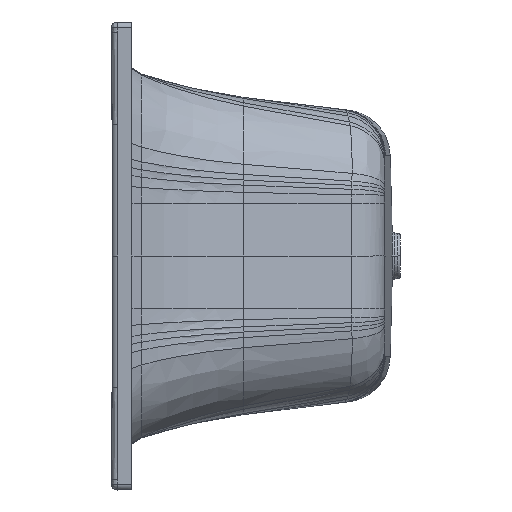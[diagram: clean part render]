
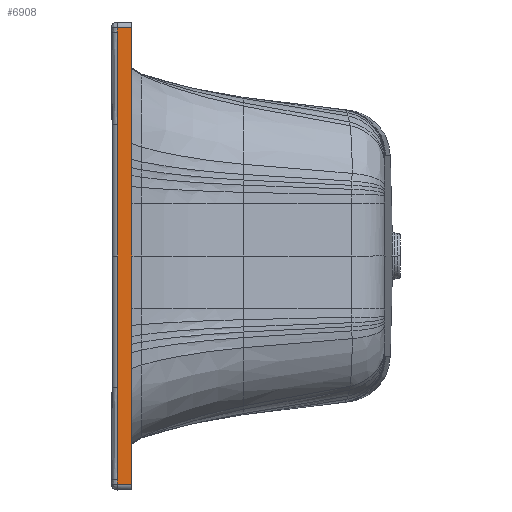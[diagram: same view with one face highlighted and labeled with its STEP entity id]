
A CAD part, left-side view. The second image highlights one B-rep face of the part: STEP entity #6908.
In plain terms, the highlighted planar face has unit normal (1, 0, 0).
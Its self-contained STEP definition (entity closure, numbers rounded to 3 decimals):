
#1371=DIRECTION('',(0.,1.,0.));
#1372=VECTOR('',#1371,25.164);
#1373=CARTESIAN_POINT('',(-900.,-35.,390.));
#1374=LINE('',#1373,#1372);
#1375=CARTESIAN_POINT('',(-900.,-9.836,
390.004));
#1376=CARTESIAN_POINT('',(-900.,-9.853,
389.157));
#1377=CARTESIAN_POINT('',(-900.,-9.882,
387.493));
#1378=CARTESIAN_POINT('',(-900.,-9.914,
385.053));
#1379=CARTESIAN_POINT('',(-900.,-9.925,
383.475));
#1380=CARTESIAN_POINT('',(-900.,-9.927,
382.696));
#1382=CARTESIAN_POINT('',(-900.,-9.927,
382.696));
#1383=CARTESIAN_POINT('',(-900.,-9.964,
369.699));
#1384=CARTESIAN_POINT('',(-900.,-10.051,
343.281));
#1385=CARTESIAN_POINT('',(-900.,-10.24,
301.167));
#1386=CARTESIAN_POINT('',(-900.,-10.442,
260.228));
#1387=CARTESIAN_POINT('',(-900.,-10.497,
236.158));
#1388=CARTESIAN_POINT('',(-900.,-10.497,
224.725));
#1390=CARTESIAN_POINT('',(-900.,-10.497,
-224.725));
#1391=CARTESIAN_POINT('',(-900.,-10.474,
-240.516));
#1392=CARTESIAN_POINT('',(-900.,-10.399,
-273.271));
#1393=CARTESIAN_POINT('',(-900.,-10.112,
-325.722));
#1394=CARTESIAN_POINT('',(-900.,-9.988,
-363.293));
#1395=CARTESIAN_POINT('',(-900.,-9.927,
-382.696));
#1397=CARTESIAN_POINT('',(-900.,-9.927,
-382.696));
#1398=CARTESIAN_POINT('',(-900.,-9.925,
-383.475));
#1399=CARTESIAN_POINT('',(-900.,-9.914,
-385.053));
#1400=CARTESIAN_POINT('',(-900.,-9.882,
-387.492));
#1401=CARTESIAN_POINT('',(-900.,-9.853,
-389.157));
#1402=CARTESIAN_POINT('',(-900.,-9.836,
-390.003));
#1404=DIRECTION('',(0.,0.,1.));
#1405=VECTOR('',#1404,390.);
#1406=CARTESIAN_POINT('',(-900.,-35.,-390.));
#1407=LINE('',#1406,#1405);
#1408=DIRECTION('',(0.,0.,1.));
#1409=VECTOR('',#1408,390.);
#1410=CARTESIAN_POINT('',(-900.,-35.,0.));
#1411=LINE('',#1410,#1409);
#2735=DIRECTION('',(0.,-1.,0.));
#2736=VECTOR('',#2735,25.164);
#2737=CARTESIAN_POINT('',(-900.,-9.836,
-390.003));
#2738=LINE('',#2737,#2736);
#2800=DIRECTION('',(0.,0.,1.));
#2801=VECTOR('',#2800,224.725);
#2802=CARTESIAN_POINT('',(-900.,-10.497,
-224.725));
#2803=LINE('',#2802,#2801);
#2804=DIRECTION('',(0.,0.,1.));
#2805=VECTOR('',#2804,224.725);
#2806=CARTESIAN_POINT('',(-900.,-10.497,0.));
#2807=LINE('',#2806,#2805);
#5009=CARTESIAN_POINT('',(-900.,-35.,390.));
#5010=VERTEX_POINT('',#5009);
#5011=CARTESIAN_POINT('',(-900.,-35.,-390.));
#5012=CARTESIAN_POINT('',(-900.,-35.,0.));
#5013=VERTEX_POINT('',#5011);
#5014=VERTEX_POINT('',#5012);
#5093=CARTESIAN_POINT('',(-900.,-9.836,
390.004));
#5094=VERTEX_POINT('',#5093);
#5095=CARTESIAN_POINT('',(-900.,-9.836,
-390.003));
#5096=VERTEX_POINT('',#5095);
#5097=VERTEX_POINT('',#1397);
#5098=VERTEX_POINT('',#1390);
#5099=CARTESIAN_POINT('',(-900.,-10.497,0.));
#5100=VERTEX_POINT('',#5099);
#5101=CARTESIAN_POINT('',(-900.,-10.497,
224.725));
#5102=VERTEX_POINT('',#5101);
#5103=VERTEX_POINT('',#1382);
#6882=CARTESIAN_POINT('',(-900.,-22.418,0.001));
#6883=DIRECTION('',(1.,0.,0.));
#6884=DIRECTION('',(0.,0.,1.));
#6885=AXIS2_PLACEMENT_3D('',#6882,#6883,#6884);
#6886=PLANE('',#6885);
#6887=ORIENTED_EDGE('',*,*,#6872,.T.);
#6889=ORIENTED_EDGE('',*,*,#6888,.T.);
#6891=ORIENTED_EDGE('',*,*,#6890,.T.);
#6893=ORIENTED_EDGE('',*,*,#6892,.F.);
#6895=ORIENTED_EDGE('',*,*,#6894,.F.);
#6897=ORIENTED_EDGE('',*,*,#6896,.T.);
#6899=ORIENTED_EDGE('',*,*,#6898,.T.);
#6901=ORIENTED_EDGE('',*,*,#6900,.T.);
#6903=ORIENTED_EDGE('',*,*,#6902,.T.);
#6905=ORIENTED_EDGE('',*,*,#6904,.T.);
#6906=EDGE_LOOP('',(#6887,#6889,#6891,#6893,#6895,#6897,#6899,#6901,#6903,
#6905));
#6907=FACE_OUTER_BOUND('',#6906,.F.);
#6908=ADVANCED_FACE('',(#6907),#6886,.T.);
#1381=B_SPLINE_CURVE_WITH_KNOTS('',3,(#1375,#1376,#1377,#1378,#1379,#1380),
.UNSPECIFIED.,.F.,.F.,(4,1,1,4),(0.,0.333,0.667,1.),
.UNSPECIFIED.);
#1389=B_SPLINE_CURVE_WITH_KNOTS('',3,(#1382,#1383,#1384,#1385,#1386,#1387,
#1388),.UNSPECIFIED.,.F.,.F.,(4,1,1,1,4),(0.,0.25,0.5,0.75,1.),
.UNSPECIFIED.);
#1396=B_SPLINE_CURVE_WITH_KNOTS('',3,(#1390,#1391,#1392,#1393,#1394,#1395),
.UNSPECIFIED.,.F.,.F.,(4,1,1,4),(0.,0.333,0.667,1.),
.UNSPECIFIED.);
#1403=B_SPLINE_CURVE_WITH_KNOTS('',3,(#1397,#1398,#1399,#1400,#1401,#1402),
.UNSPECIFIED.,.F.,.F.,(4,1,1,4),(0.,0.333,0.667,1.),
.UNSPECIFIED.);
#6872=EDGE_CURVE('',#5010,#5094,#1374,.T.);
#6888=EDGE_CURVE('',#5094,#5103,#1381,.T.);
#6890=EDGE_CURVE('',#5103,#5102,#1389,.T.);
#6892=EDGE_CURVE('',#5100,#5102,#2807,.T.);
#6894=EDGE_CURVE('',#5098,#5100,#2803,.T.);
#6896=EDGE_CURVE('',#5098,#5097,#1396,.T.);
#6898=EDGE_CURVE('',#5097,#5096,#1403,.T.);
#6900=EDGE_CURVE('',#5096,#5013,#2738,.T.);
#6902=EDGE_CURVE('',#5013,#5014,#1407,.T.);
#6904=EDGE_CURVE('',#5014,#5010,#1411,.T.);
